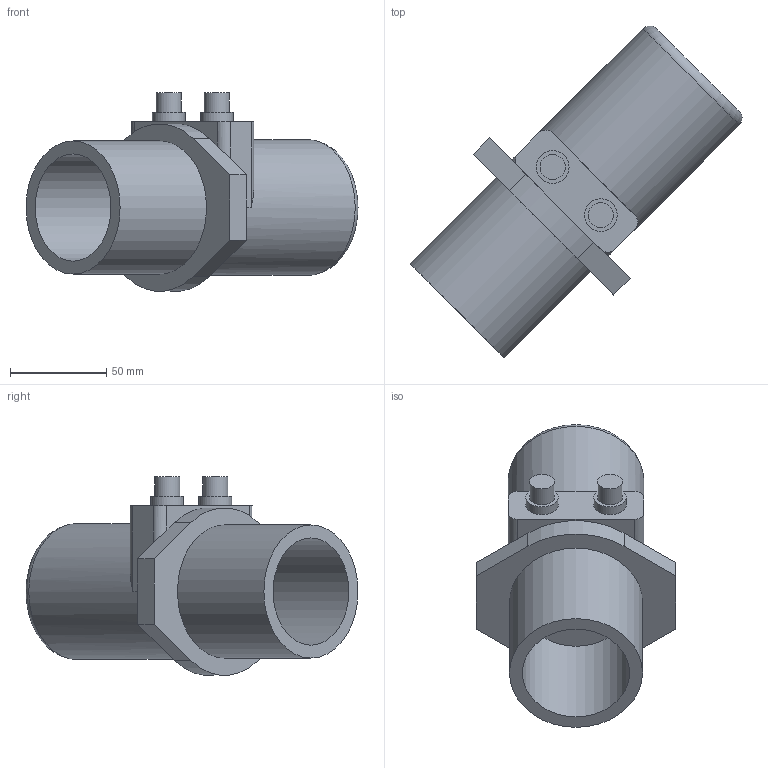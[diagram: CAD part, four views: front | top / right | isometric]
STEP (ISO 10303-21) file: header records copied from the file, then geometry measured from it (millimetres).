
FILE_DESCRIPTION( ( '' ), ' ' );
FILE_NAME( '5dfa4c244e01b0126b9426e5.step', '2019-12-18T15:56:20', ( '' ), ( '' ), ' ', ' ', ' ' );
FILE_SCHEMA( ( 'AUTOMOTIVE_DESIGN { 1 0 10303 214 1 1 1 1 }' ) );
Length unit declared in the file: metre
Products named in the file (1): Part 7
Bounding box: 172.6 x 172.6 x 103.03 mm (x, y, z)
Volume: 598353.8 mm3; surface area: 68004.9 mm2
Topology: 1 solids, 1 shells, 35 faces, 77 edges, 50 vertices
Faces by surface type: plane 20, cylinder 14, torus 1
Full cylindrical faces by diameter (mm): 13 x2, 17 x2, 55.765 x1, 69.2 x1, 70.69 x1
Entity records: 1246 total; most frequent: CARTESIAN_POINT 225, DIRECTION 156, ORIENTED_EDGE 132, EDGE_CURVE 66, AXIS2_PLACEMENT_3D 59, EDGE_LOOP 48, VERTEX_POINT 48, FACE_OUTER_BOUND 42
